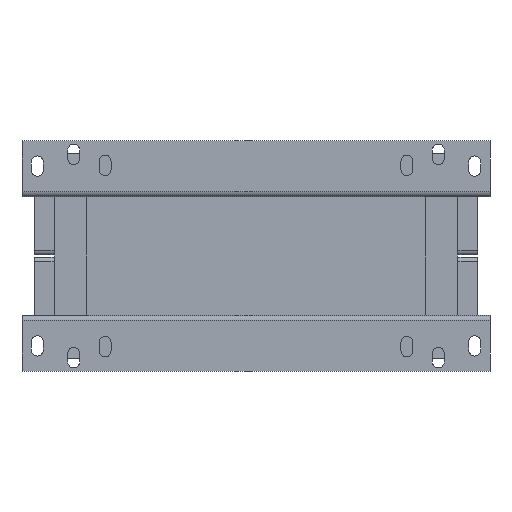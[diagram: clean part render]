
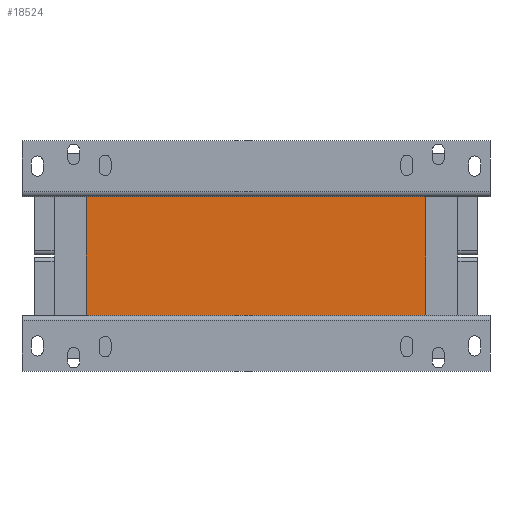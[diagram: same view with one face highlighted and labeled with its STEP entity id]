
A CAD part, front view. The second image highlights one B-rep face of the part: STEP entity #18524.
In plain terms, the highlighted planar face has unit normal (0, -1, 0).
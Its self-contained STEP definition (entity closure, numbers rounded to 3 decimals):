
#217 = VERTEX_POINT ( 'NONE', #10667 ) ;
#1260 = PLANE ( 'NONE',  #23033 ) ;
#5132 = LINE ( 'NONE', #32501, #11671 ) ;
#5171 = EDGE_LOOP ( 'NONE', ( #18357, #13001, #23611, #16060 ) ) ;
#6603 = EDGE_CURVE ( 'NONE', #17869, #217, #23422, .T. ) ;
#7322 = CARTESIAN_POINT ( 'NONE',  ( 200., -200., 70. ) ) ;
#8395 = EDGE_CURVE ( 'NONE', #32879, #217, #24240, .T. ) ;
#8466 = VECTOR ( 'NONE', #14585, 1000. ) ;
#8726 = DIRECTION ( 'NONE',  ( 1., 0., 0. ) ) ;
#10482 = VECTOR ( 'NONE', #12805, 1000. ) ;
#10667 = CARTESIAN_POINT ( 'NONE',  ( 200., -200., -70. ) ) ;
#11671 = VECTOR ( 'NONE', #8726, 1000. ) ;
#11844 = VECTOR ( 'NONE', #14741, 1000. ) ;
#11918 = VERTEX_POINT ( 'NONE', #17473 ) ;
#12805 = DIRECTION ( 'NONE',  ( 0., 0., -1. ) ) ;
#13001 = ORIENTED_EDGE ( 'NONE', *, *, #8395, .F. ) ;
#14585 = DIRECTION ( 'NONE',  ( 0., 0., -1. ) ) ;
#14741 = DIRECTION ( 'NONE',  ( 1., 0., 0. ) ) ;
#15722 = EDGE_CURVE ( 'NONE', #11918, #32879, #5132, .T. ) ;
#16060 = ORIENTED_EDGE ( 'NONE', *, *, #26442, .T. ) ;
#17179 = CARTESIAN_POINT ( 'NONE',  ( 200., -200., 70. ) ) ;
#17473 = CARTESIAN_POINT ( 'NONE',  ( -200., -200., 70. ) ) ;
#17869 = VERTEX_POINT ( 'NONE', #21455 ) ;
#18357 = ORIENTED_EDGE ( 'NONE', *, *, #6603, .T. ) ;
#18364 = LINE ( 'NONE', #30438, #10482 ) ;
#18524 = ADVANCED_FACE ( 'NONE', ( #21459 ), #1260, .F. ) ;
#19223 = DIRECTION ( 'NONE',  ( 0., 0., 1. ) ) ;
#21455 = CARTESIAN_POINT ( 'NONE',  ( -200., -200., -70. ) ) ;
#21459 = FACE_OUTER_BOUND ( 'NONE', #5171, .T. ) ;
#23033 = AXIS2_PLACEMENT_3D ( 'NONE', #33787, #24765, #19223 ) ;
#23422 = LINE ( 'NONE', #32528, #11844 ) ;
#23611 = ORIENTED_EDGE ( 'NONE', *, *, #15722, .F. ) ;
#24240 = LINE ( 'NONE', #17179, #8466 ) ;
#24765 = DIRECTION ( 'NONE',  ( 0., 1., 0. ) ) ;
#26442 = EDGE_CURVE ( 'NONE', #11918, #17869, #18364, .T. ) ;
#30438 = CARTESIAN_POINT ( 'NONE',  ( -200., -200., 70. ) ) ;
#32501 = CARTESIAN_POINT ( 'NONE',  ( -200., -200., 70. ) ) ;
#32528 = CARTESIAN_POINT ( 'NONE',  ( -200., -200., -70. ) ) ;
#32879 = VERTEX_POINT ( 'NONE', #7322 ) ;
#33787 = CARTESIAN_POINT ( 'NONE',  ( -200., -200., 70. ) ) ;
